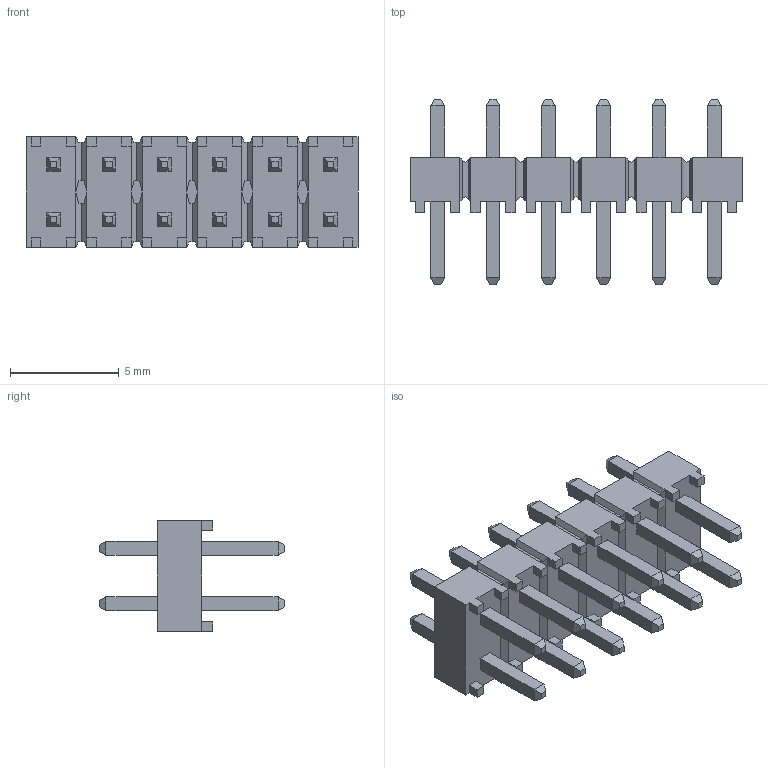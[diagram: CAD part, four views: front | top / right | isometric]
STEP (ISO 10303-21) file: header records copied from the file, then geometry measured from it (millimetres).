
FILE_DESCRIPTION( ( 'STEP AP214' ), ' ' );
FILE_NAME( 'TSW-106-05-G-D.stp', '2016-05-29T16:04:44', ( '' ), ( '' ), ' ', 'PARTsolutions', ' ' );
FILE_SCHEMA( ( 'AUTOMOTIVE_DESIGN { 1 0 10303 214 1 1 1 1 }' ) );
Length unit declared in the file: inch
Products named in the file (3): TSW-106-05-G-D; _TSW-106-05-G-D_body; _T-1S6-21-TSW-1-05-6-D
Assembly tree (2 placements, depth 2):
  TSW-106-05-G-D
    _TSW-106-05-G-D_body
    _T-1S6-21-TSW-1-05-6-D
Bounding box: 15.24 x 8.51 x 5.08 mm (x, y, z)
Volume: 186.7 mm3; surface area: 684 mm2
Topology: 2 solids, 2 shells, 492 faces, 1226 edges, 752 vertices
Faces by surface type: plane 492
Entity records: 18120 total; most frequent: CARTESIAN_POINT 2473, ORIENTED_EDGE 2452, DIRECTION 2216, EDGE_CURVE 1226, LINE 1226, VECTOR 1226, VERTEX_POINT 752, EDGE_LOOP 540
